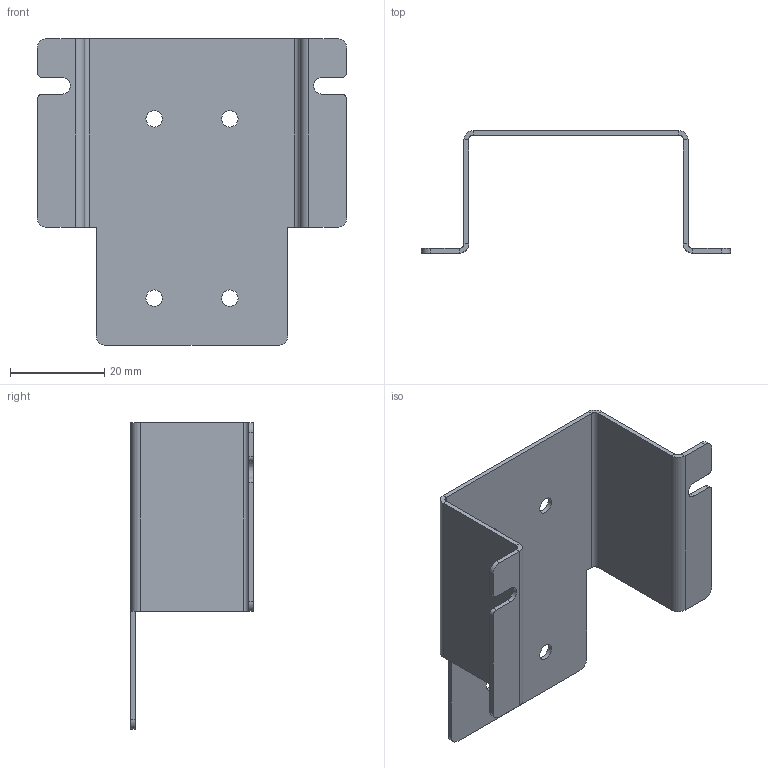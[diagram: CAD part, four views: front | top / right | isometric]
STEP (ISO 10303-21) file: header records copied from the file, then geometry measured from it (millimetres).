
FILE_DESCRIPTION(/* description */ ('Adapter CS-60 BEK-FL'),/* implementation_level */ '2;1');
FILE_NAME(/* name */ 'Adapter CS60 BEK-FL.stp',/* time_stamp */ '2020-07-02T07:18:21+02:00',/* author */ ('S. Sandt'),/* organization */ ('di-soric GmbH & Co. KG'),/* preprocessor_version */ 'ST-DEVELOPER v18',/* originating_system */ 'Autodesk Inventor 2020',/* authorisation */ '');
FILE_SCHEMA (('AUTOMOTIVE_DESIGN { 1 0 10303 214 3 1 1 }'));
Length unit declared in the file: millimetre
Products named in the file (1): 590.0531.120
Bounding box: 65.5 x 26 x 65 mm (x, y, z)
Volume: 5438.6 mm3; surface area: 11295.2 mm2
Topology: 1 solids, 1 shells, 56 faces, 150 edges, 96 vertices
Faces by surface type: plane 32, cylinder 24
Full cylindrical faces by diameter (mm): 3.5 x4
Entity records: 1807 total; most frequent: DIRECTION 316, CARTESIAN_POINT 303, ORIENTED_EDGE 300, EDGE_CURVE 150, AXIS2_PLACEMENT_3D 109, LINE 98, VECTOR 98, VERTEX_POINT 96
